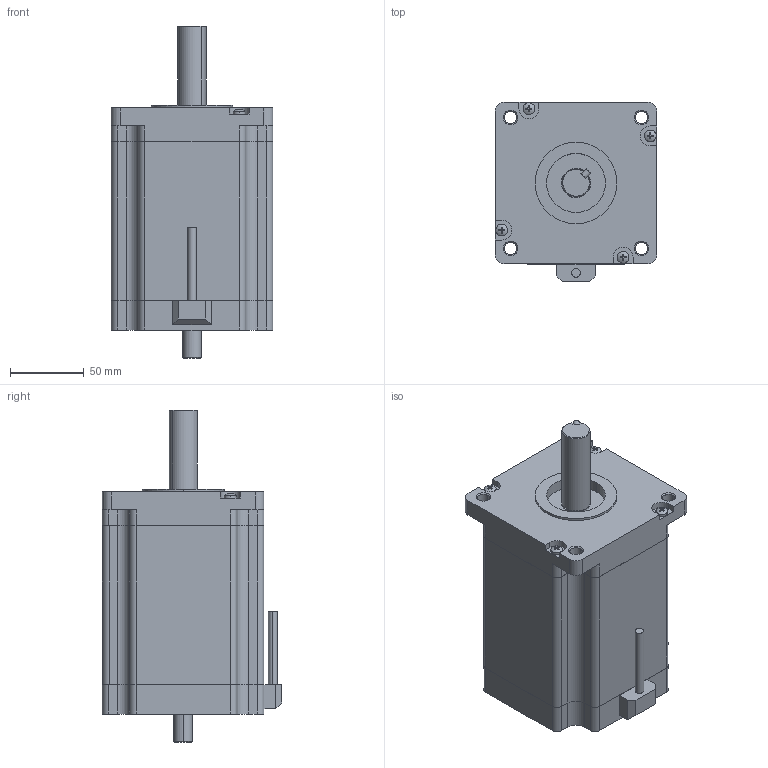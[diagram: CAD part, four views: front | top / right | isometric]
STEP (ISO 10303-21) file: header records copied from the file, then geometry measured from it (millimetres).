
FILE_DESCRIPTION((''),'2;1');
FILE_NAME('ML42HS2_ASM','2021-02-24T16:58:22',('ms13176'),(''),'CREO PARAMETRIC BY PTC INC, 2018100','CREO PARAMETRIC BY PTC INC, 2018100','');
FILE_SCHEMA(('CONFIG_CONTROL_DESIGN'));
Length unit declared in the file: millimetre
Products named in the file (9): _1-SOLID1000_1-11310_1_1; _1-SOLID1000_1-11984_1_1; _1-SOLID10005_1_1_1; _1-SOLID100_1_1_1; _1-SOLID1000_1-18558_1_1; 00_2_1; CROSS_RECESSED_PAN_HEAD_SC-5189; ML42HS2_ASM_1_ASM_1_ASM_1_ASM; ML42HS2_ASM
Assembly tree (11 placements, depth 3):
  ML42HS2_ASM
    ML42HS2_ASM_1_ASM_1_ASM_1_ASM
      _1-SOLID1000_1-11310_1_1
      _1-SOLID1000_1-11984_1_1
      _1-SOLID10005_1_1_1
      _1-SOLID100_1_1_1
      _1-SOLID1000_1-18558_1_1
      00_2_1
      CROSS_RECESSED_PAN_HEAD_SC-5189  x4
Bounding box: 109.8 x 121.8 x 225.6 mm (x, y, z)
Volume: 1012300.6 mm3; surface area: 190804.5 mm2
Topology: 10 solids, 10 shells, 309 faces, 811 edges, 539 vertices
Faces by surface type: plane 145, cylinder 141, cone 19, sphere 4
Entity records: 7868 total; most frequent: DIRECTION 1432, CARTESIAN_POINT 1359, ORIENTED_EDGE 1262, EDGE_CURVE 631, AXIS2_PLACEMENT_3D 541, VERTEX_POINT 419, VECTOR 350, LINE 350
